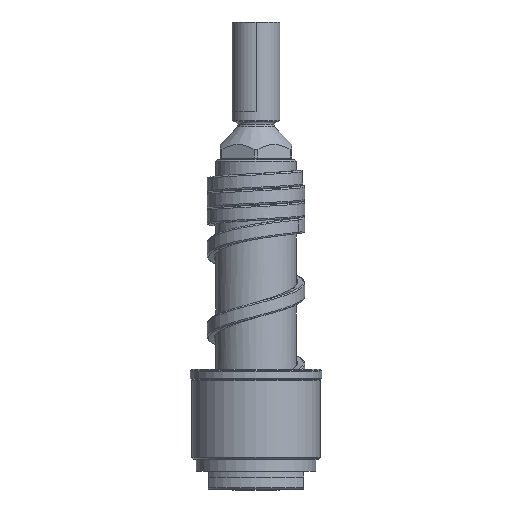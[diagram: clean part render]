
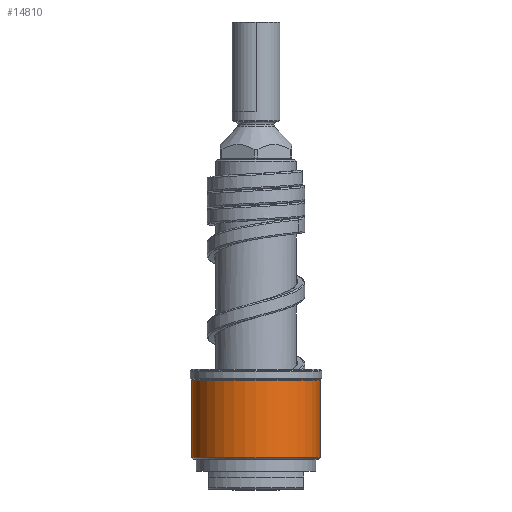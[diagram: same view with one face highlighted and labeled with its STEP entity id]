
A CAD part, front view. The second image highlights one B-rep face of the part: STEP entity #14810.
In plain terms, the highlighted cylindrical face has radius 21.5 mm (diameter 43 mm), a partial arc.
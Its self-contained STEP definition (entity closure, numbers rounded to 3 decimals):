
#5562=CARTESIAN_POINT('',(0.,0.,10.583));
#5563=DIRECTION('',(0.,0.,1.));
#5564=DIRECTION('',(-1.,0.,0.));
#5565=AXIS2_PLACEMENT_3D('',#5562,#5563,#5564);
#5567=DIRECTION('',(0.,0.,-1.));
#5568=VECTOR('',#5567,25.834);
#5569=CARTESIAN_POINT('',(-21.5,0.,36.417));
#5570=LINE('',#5569,#5568);
#5571=CARTESIAN_POINT('',(0.,0.,36.417));
#5572=DIRECTION('',(0.,0.,1.));
#5573=DIRECTION('',(-1.,0.,0.));
#5574=AXIS2_PLACEMENT_3D('',#5571,#5572,#5573);
#5576=DIRECTION('',(0.,0.,-1.));
#5577=VECTOR('',#5576,25.834);
#5578=CARTESIAN_POINT('',(21.5,0.,36.417));
#5579=LINE('',#5578,#5577);
#5923=CARTESIAN_POINT('',(21.5,0.,36.417));
#5924=CARTESIAN_POINT('',(-21.5,0.,36.417));
#5925=VERTEX_POINT('',#5923);
#5926=VERTEX_POINT('',#5924);
#5949=CARTESIAN_POINT('',(21.5,0.,10.583));
#5950=VERTEX_POINT('',#5949);
#5951=CARTESIAN_POINT('',(-21.5,0.,10.583));
#5952=VERTEX_POINT('',#5951);
#14798=CARTESIAN_POINT('',(0.,0.,8.5));
#14799=DIRECTION('',(0.,0.,1.));
#14800=DIRECTION('',(-1.,0.,0.));
#14801=AXIS2_PLACEMENT_3D('',#14798,#14799,#14800);
#14802=CYLINDRICAL_SURFACE('',#14801,21.5);
#14803=ORIENTED_EDGE('',*,*,#13213,.F.);
#14804=ORIENTED_EDGE('',*,*,#13194,.F.);
#14806=ORIENTED_EDGE('',*,*,#14805,.T.);
#14807=ORIENTED_EDGE('',*,*,#13190,.T.);
#14808=EDGE_LOOP('',(#14803,#14804,#14806,#14807));
#14809=FACE_OUTER_BOUND('',#14808,.F.);
#5566=CIRCLE('',#5565,21.5);
#5575=CIRCLE('',#5574,21.5);
#13190=EDGE_CURVE('',#5925,#5950,#5579,.T.);
#13194=EDGE_CURVE('',#5926,#5952,#5570,.T.);
#13213=EDGE_CURVE('',#5952,#5950,#5566,.T.);
#14805=EDGE_CURVE('',#5926,#5925,#5575,.T.);
#14810=ADVANCED_FACE('',(#14809),#14802,.T.);
